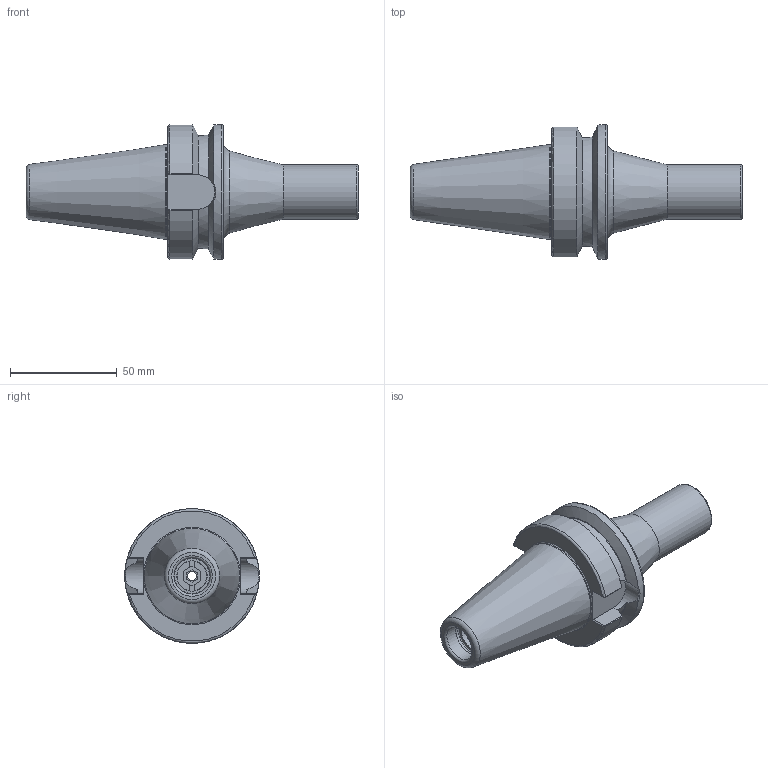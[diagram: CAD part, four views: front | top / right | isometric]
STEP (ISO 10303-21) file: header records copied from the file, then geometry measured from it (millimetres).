
FILE_DESCRIPTION(/* description */ (''),/* implementation_level */ '2;1');
FILE_NAME(/* name */ 'DBT40-MX12-090.stp',/* time_stamp */ '2019-07-15T15:33:54-05:00',/* author */ ('ldfli'),/* organization */ (''),/* preprocessor_version */ 'ST-DEVELOPER v18',/* originating_system */ 'Autodesk Inventor LT',/* authorisation */ '');
FILE_SCHEMA (('AUTOMOTIVE_DESIGN { 1 0 10303 214 3 1 1 }'));
Length unit declared in the file: millimetre
Products named in the file (1): DBT40-MX12-090
Bounding box: 155.4 x 63 x 63 mm (x, y, z)
Volume: 155946 mm3; surface area: 34848.3 mm2
Topology: 3 solids, 3 shells, 112 faces, 316 edges, 219 vertices
Faces by surface type: plane 55, cylinder 20, torus 15, cone 12, bspline 10
Full cylindrical faces by diameter (mm): 4 x1, 10 x1, 10.5 x1, 13 x1, 14.2 x1, 15.875 x1, 16 x1, 16.5 x1, 17 x1, 17.5 x2, 25.4 x1, 44.45 x1, 63 x1
Entity records: 4275 total; most frequent: CARTESIAN_POINT 1323, ORIENTED_EDGE 632, DIRECTION 592, EDGE_CURVE 316, AXIS2_PLACEMENT_3D 232, VERTEX_POINT 219, CIRCLE 129, LINE 128
